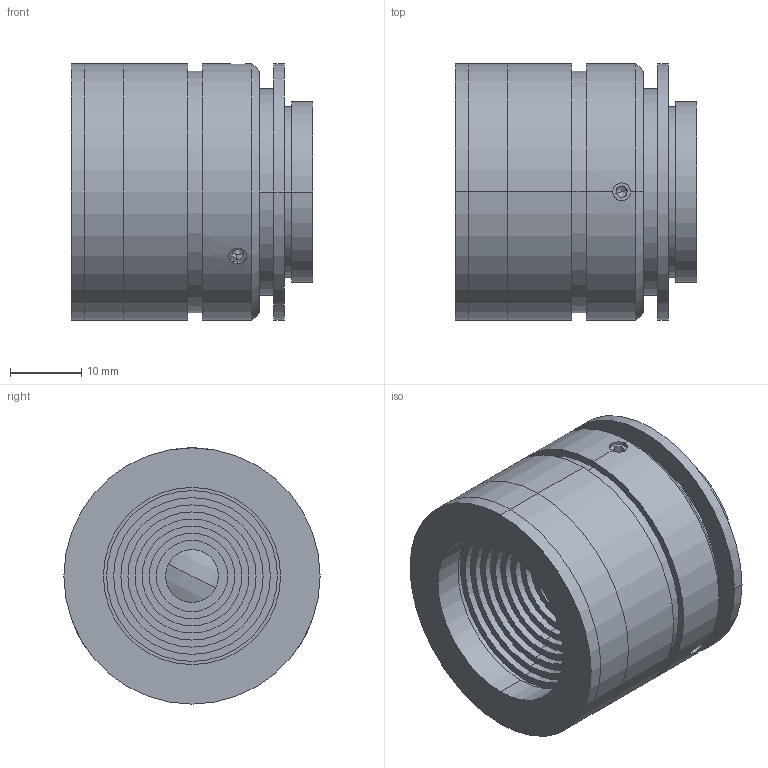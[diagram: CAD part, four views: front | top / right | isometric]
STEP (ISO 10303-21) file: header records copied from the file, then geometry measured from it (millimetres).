
FILE_DESCRIPTION (( 'STEP AP203' ), '1' );
FILE_NAME ('XF-MH045X43.STEP', '2024-08-05T10:34:36', ( '' ), ( '' ), 'SwSTEP 2.0', 'SolidWorks 2022', '' );
FILE_SCHEMA (( 'CONFIG_CONTROL_DESIGN' ));
Length unit declared in the file: millimetre
Products named in the file (1): XF-MH045X43
Bounding box: 33.98 x 36 x 36 mm (x, y, z)
Volume: 20455.4 mm3; surface area: 17445 mm2
Topology: 14 solids, 14 shells, 240 faces, 520 edges, 331 vertices
Faces by surface type: cylinder 102, plane 92, cone 30, sphere 16
Entity records: 6873 total; most frequent: CARTESIAN_POINT 1314, DIRECTION 1264, ORIENTED_EDGE 1028, AXIS2_PLACEMENT_3D 521, EDGE_CURVE 514, VERTEX_POINT 331, EDGE_LOOP 289, CIRCLE 280
